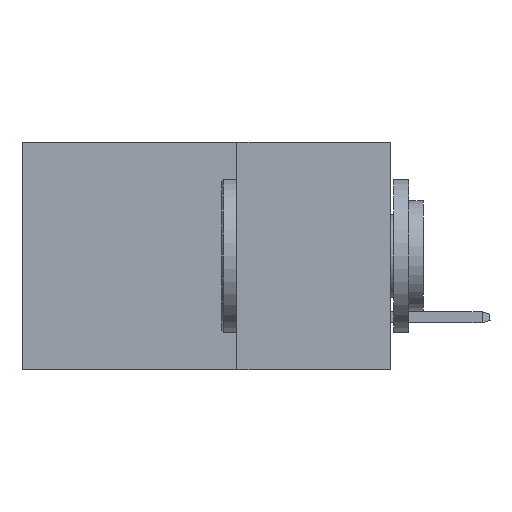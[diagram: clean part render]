
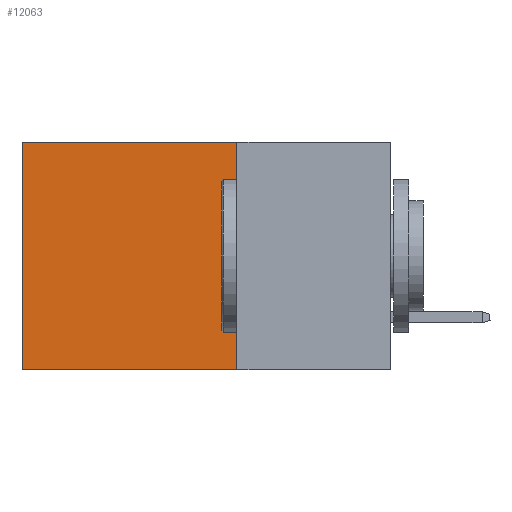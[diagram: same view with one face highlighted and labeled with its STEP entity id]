
A CAD part, left-side view. The second image highlights one B-rep face of the part: STEP entity #12063.
In plain terms, the highlighted planar face has unit normal (-1, 0, 0).
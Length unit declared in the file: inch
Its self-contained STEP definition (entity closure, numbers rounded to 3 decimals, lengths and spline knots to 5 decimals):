
#975 = VERTEX_POINT ( 'NONE', #5672 ) ;
#2134 = CARTESIAN_POINT ( 'NONE',  ( 0.2875, 0.25, -0.37 ) ) ;
#3669 = VECTOR ( 'NONE', #40101, 39.37008 ) ;
#5672 = CARTESIAN_POINT ( 'NONE',  ( 0.2875, 0.25, 0. ) ) ;
#8421 = ORIENTED_EDGE ( 'NONE', *, *, #40685, .T. ) ;
#9333 = EDGE_CURVE ( 'NONE', #15004, #25250, #17176, .T. ) ;
#9575 = EDGE_LOOP ( 'NONE', ( #10082, #10935, #24531, #8421 ) ) ;
#10082 = ORIENTED_EDGE ( 'NONE', *, *, #10223, .T. ) ;
#10223 = EDGE_CURVE ( 'NONE', #25363, #25250, #14938, .T. ) ;
#10935 = ORIENTED_EDGE ( 'NONE', *, *, #9333, .F. ) ;
#12063 = ADVANCED_FACE ( 'NONE', ( #42880 ), #42985, .F. ) ;
#14578 = AXIS2_PLACEMENT_3D ( 'NONE', #29848, #41749, #18653 ) ;
#14618 = LINE ( 'NONE', #35649, #23251 ) ;
#14938 = LINE ( 'NONE', #33980, #38716 ) ;
#15004 = VERTEX_POINT ( 'NONE', #2134 ) ;
#17137 = EDGE_CURVE ( 'NONE', #975, #15004, #14618, .T. ) ;
#17176 = LINE ( 'NONE', #19261, #3669 ) ;
#18235 = DIRECTION ( 'NONE',  ( 0., 1., 0. ) ) ;
#18653 = DIRECTION ( 'NONE',  ( 0., 0., -1. ) ) ;
#19261 = CARTESIAN_POINT ( 'NONE',  ( 0.2875, 0.25, -0.37 ) ) ;
#21990 = VECTOR ( 'NONE', #18235, 39.37008 ) ;
#23251 = VECTOR ( 'NONE', #37761, 39.37008 ) ;
#24531 = ORIENTED_EDGE ( 'NONE', *, *, #17137, .F. ) ;
#25250 = VERTEX_POINT ( 'NONE', #35174 ) ;
#25363 = VERTEX_POINT ( 'NONE', #25386 ) ;
#25386 = CARTESIAN_POINT ( 'NONE',  ( 0.2875, 0.6, 0. ) ) ;
#29848 = CARTESIAN_POINT ( 'NONE',  ( 0.2875, 0.25, 0. ) ) ;
#30323 = DIRECTION ( 'NONE',  ( 0., 0., -1. ) ) ;
#31229 = LINE ( 'NONE', #35773, #21990 ) ;
#33980 = CARTESIAN_POINT ( 'NONE',  ( 0.2875, 0.6, 0. ) ) ;
#35174 = CARTESIAN_POINT ( 'NONE',  ( 0.2875, 0.6, -0.37 ) ) ;
#35649 = CARTESIAN_POINT ( 'NONE',  ( 0.2875, 0.25, 0. ) ) ;
#35773 = CARTESIAN_POINT ( 'NONE',  ( 0.2875, 0.25, 0. ) ) ;
#37761 = DIRECTION ( 'NONE',  ( 0., 0., -1. ) ) ;
#38716 = VECTOR ( 'NONE', #30323, 39.37008 ) ;
#40101 = DIRECTION ( 'NONE',  ( 0., 1., 0. ) ) ;
#40685 = EDGE_CURVE ( 'NONE', #975, #25363, #31229, .T. ) ;
#41749 = DIRECTION ( 'NONE',  ( 1., 0., 0. ) ) ;
#42880 = FACE_OUTER_BOUND ( 'NONE', #9575, .T. ) ;
#42985 = PLANE ( 'NONE',  #14578 ) ;
